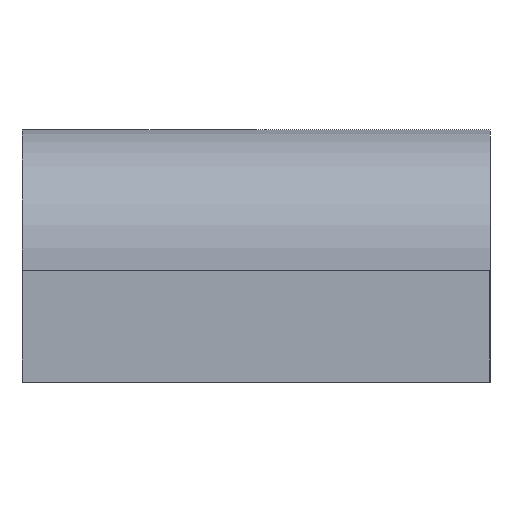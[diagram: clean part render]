
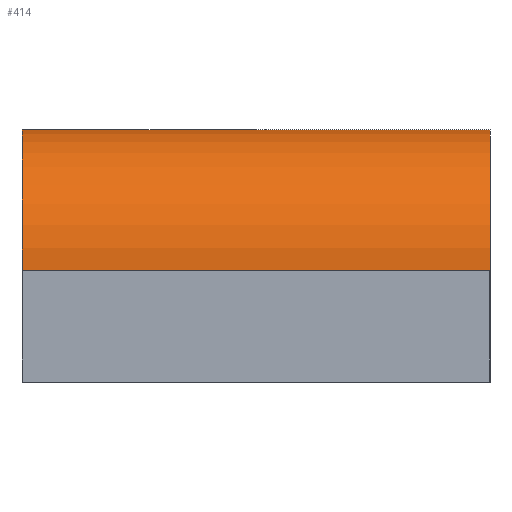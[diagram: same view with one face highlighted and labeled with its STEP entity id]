
A CAD part, left-side view. The second image highlights one B-rep face of the part: STEP entity #414.
In plain terms, the highlighted cylindrical face has radius 5.75 mm (diameter 11.5 mm), a partial arc.
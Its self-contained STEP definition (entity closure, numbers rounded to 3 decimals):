
#54=FACE_OUTER_BOUND('',#80,.T.);
#80=EDGE_LOOP('',(#367,#368,#369,#370));
#119=LINE('',#706,#157);
#120=LINE('',#710,#158);
#157=VECTOR('',#586,10.);
#158=VECTOR('',#591,10.);
#174=CIRCLE('',#456,5.75);
#178=CIRCLE('',#470,5.75);
#204=VERTEX_POINT('',#668);
#205=VERTEX_POINT('',#670);
#213=VERTEX_POINT('',#704);
#214=VERTEX_POINT('',#708);
#250=EDGE_CURVE('',#204,#205,#174,.T.);
#268=EDGE_CURVE('',#213,#205,#119,.T.);
#269=EDGE_CURVE('',#214,#213,#178,.T.);
#270=EDGE_CURVE('',#214,#204,#120,.T.);
#367=ORIENTED_EDGE('',*,*,#269,.T.);
#368=ORIENTED_EDGE('',*,*,#268,.T.);
#369=ORIENTED_EDGE('',*,*,#250,.F.);
#370=ORIENTED_EDGE('',*,*,#270,.F.);
#393=CYLINDRICAL_SURFACE('',#469,5.75);
#414=ADVANCED_FACE('',(#54),#393,.T.);
#456=AXIS2_PLACEMENT_3D('',#671,#546,#547);
#469=AXIS2_PLACEMENT_3D('',#707,#587,#588);
#470=AXIS2_PLACEMENT_3D('',#709,#589,#590);
#546=DIRECTION('center_axis',(0.,1.,0.));
#547=DIRECTION('ref_axis',(1.,0.,0.));
#586=DIRECTION('',(0.,1.,0.));
#587=DIRECTION('center_axis',(0.,1.,0.));
#588=DIRECTION('ref_axis',(0.,0.,1.));
#589=DIRECTION('center_axis',(0.,1.,0.));
#590=DIRECTION('ref_axis',(1.,0.,0.));
#591=DIRECTION('',(0.,1.,0.));
#668=CARTESIAN_POINT('',(-5.725,20.,-3.25));
#670=CARTESIAN_POINT('',(5.76,20.,-3.25));
#671=CARTESIAN_POINT('Origin',(0.017,20.,-2.957));
#704=CARTESIAN_POINT('',(5.76,0.,-3.25));
#706=CARTESIAN_POINT('',(5.76,0.,-3.25));
#707=CARTESIAN_POINT('Origin',(0.017,0.,-2.957));
#708=CARTESIAN_POINT('',(-5.725,0.,-3.25));
#709=CARTESIAN_POINT('Origin',(0.017,0.,-2.957));
#710=CARTESIAN_POINT('',(-5.725,0.,-3.25));
